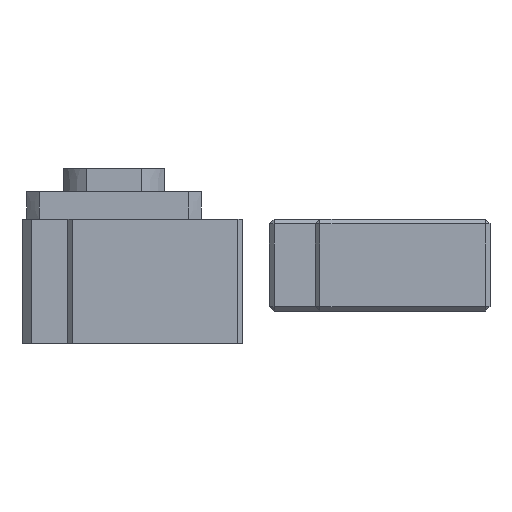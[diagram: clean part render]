
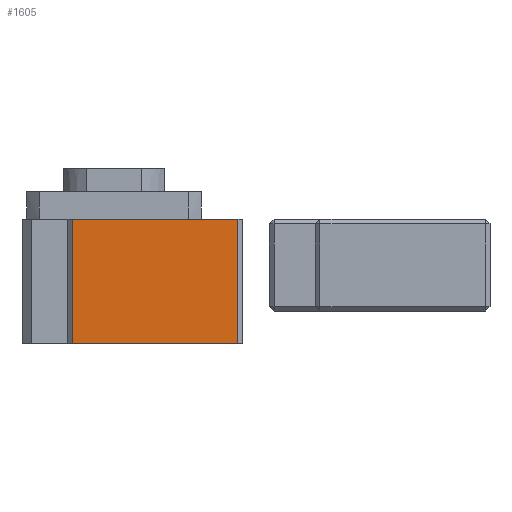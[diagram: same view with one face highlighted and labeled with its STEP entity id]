
A CAD part, left-side view. The second image highlights one B-rep face of the part: STEP entity #1605.
In plain terms, the highlighted planar face has unit normal (-1, 0, 0).
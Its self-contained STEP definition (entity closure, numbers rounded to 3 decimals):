
#745 = CARTESIAN_POINT ( 'NONE',  ( -35., -27., 0. ) ) ;
#1575 = CARTESIAN_POINT ( 'NONE',  ( -35., 9., -27. ) ) ;
#1605 = ADVANCED_FACE ( 'NONE', ( #10950 ), #19247, .T. ) ;
#2241 = VERTEX_POINT ( 'NONE', #20525 ) ;
#4808 = CARTESIAN_POINT ( 'NONE',  ( -35., -3., 0. ) ) ;
#5399 = B_SPLINE_CURVE_WITH_KNOTS ( 'NONE', 3,
 ( #10019, #6267, #5869, #1575 ),
 .UNSPECIFIED., .F., .F.,
 ( 4, 4 ),
 ( 0., 1. ),
 .UNSPECIFIED. ) ;
#5869 = CARTESIAN_POINT ( 'NONE',  ( -35., 9., -18. ) ) ;
#6267 = CARTESIAN_POINT ( 'NONE',  ( -35., 9., -9. ) ) ;
#6427 = B_SPLINE_CURVE_WITH_KNOTS ( 'NONE', 3,
 ( #21137, #4808, #6565, #17020 ),
 .UNSPECIFIED., .F., .F.,
 ( 4, 4 ),
 ( 0., 1. ),
 .UNSPECIFIED. ) ;
#6565 = CARTESIAN_POINT ( 'NONE',  ( -35., -15., 0. ) ) ;
#8592 = AXIS2_PLACEMENT_3D ( 'NONE', #12828, #15234, #10819 ) ;
#9540 = CARTESIAN_POINT ( 'NONE',  ( -35., 9., 0. ) ) ;
#10019 = CARTESIAN_POINT ( 'NONE',  ( -35., 9., 0. ) ) ;
#10099 = EDGE_CURVE ( 'NONE', #2241, #18538, #15872, .T. ) ;
#10209 = VERTEX_POINT ( 'NONE', #13790 ) ;
#10819 = DIRECTION ( 'NONE',  ( 0., 0., 1. ) ) ;
#10950 = FACE_OUTER_BOUND ( 'NONE', #23820, .T. ) ;
#11144 = VERTEX_POINT ( 'NONE', #9540 ) ;
#12318 = ORIENTED_EDGE ( 'NONE', *, *, #15801, .T. ) ;
#12594 = ORIENTED_EDGE ( 'NONE', *, *, #14933, .F. ) ;
#12828 = CARTESIAN_POINT ( 'NONE',  ( -35., -9., -13.5 ) ) ;
#12925 = EDGE_CURVE ( 'NONE', #18538, #10209, #22428, .T. ) ;
#12946 = CARTESIAN_POINT ( 'NONE',  ( -35., -27., -9. ) ) ;
#13790 = CARTESIAN_POINT ( 'NONE',  ( -35., -27., 0. ) ) ;
#14105 = ORIENTED_EDGE ( 'NONE', *, *, #10099, .T. ) ;
#14693 = CARTESIAN_POINT ( 'NONE',  ( -35., -27., -27. ) ) ;
#14826 = CARTESIAN_POINT ( 'NONE',  ( -35., -27., -27. ) ) ;
#14933 = EDGE_CURVE ( 'NONE', #11144, #10209, #6427, .T. ) ;
#15083 = CARTESIAN_POINT ( 'NONE',  ( -35., -27., -18. ) ) ;
#15234 = DIRECTION ( 'NONE',  ( -1., 0., 0. ) ) ;
#15801 = EDGE_CURVE ( 'NONE', #11144, #2241, #5399, .T. ) ;
#15872 = B_SPLINE_CURVE_WITH_KNOTS ( 'NONE', 3,
 ( #16710, #21319, #25336, #14693 ),
 .UNSPECIFIED., .F., .F.,
 ( 4, 4 ),
 ( 0., 1. ),
 .UNSPECIFIED. ) ;
#16710 = CARTESIAN_POINT ( 'NONE',  ( -35., 9., -27. ) ) ;
#17011 = CARTESIAN_POINT ( 'NONE',  ( -35., -27., -27. ) ) ;
#17020 = CARTESIAN_POINT ( 'NONE',  ( -35., -27., 0. ) ) ;
#18538 = VERTEX_POINT ( 'NONE', #17011 ) ;
#19247 = PLANE ( 'NONE',  #8592 ) ;
#20525 = CARTESIAN_POINT ( 'NONE',  ( -35., 9., -27. ) ) ;
#21137 = CARTESIAN_POINT ( 'NONE',  ( -35., 9., 0. ) ) ;
#21319 = CARTESIAN_POINT ( 'NONE',  ( -35., -3., -27. ) ) ;
#21383 = ORIENTED_EDGE ( 'NONE', *, *, #12925, .T. ) ;
#22428 = B_SPLINE_CURVE_WITH_KNOTS ( 'NONE', 3,
 ( #14826, #15083, #12946, #745 ),
 .UNSPECIFIED., .F., .F.,
 ( 4, 4 ),
 ( 0., 1. ),
 .UNSPECIFIED. ) ;
#23820 = EDGE_LOOP ( 'NONE', ( #21383, #12594, #12318, #14105 ) ) ;
#25336 = CARTESIAN_POINT ( 'NONE',  ( -35., -15., -27. ) ) ;
